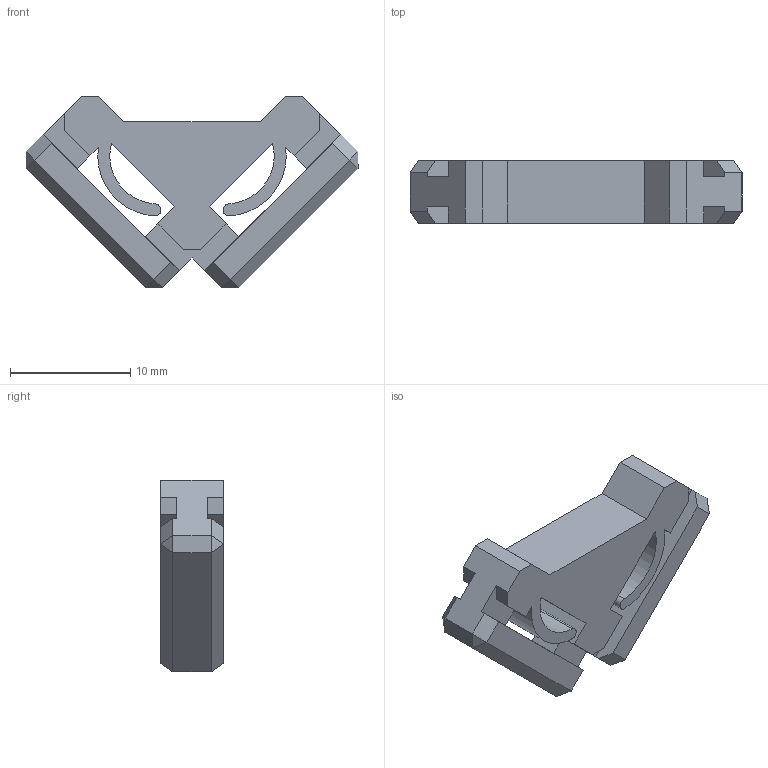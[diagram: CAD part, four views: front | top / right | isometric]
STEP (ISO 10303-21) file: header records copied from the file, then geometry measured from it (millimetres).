
FILE_DESCRIPTION (( 'STEP AP214' ), '1' );
FILE_NAME ('Friction_corner.STEP', '2014-04-03T07:28:47', ( 'Cesar' ), ( '' ), 'SwSTEP 2.0', 'SolidWorks 2013', '' );
FILE_SCHEMA (( 'AUTOMOTIVE_DESIGN' ));
Length unit declared in the file: millimetre
Products named in the file (1): Friction_corner
Bounding box: 27.58 x 5.2 x 15.91 mm (x, y, z)
Volume: 1170.2 mm3; surface area: 1269.5 mm2
Topology: 1 solids, 1 shells, 77 faces, 213 edges, 134 vertices
Faces by surface type: plane 69, cylinder 8
Entity records: 2433 total; most frequent: ORIENTED_EDGE 426, CARTESIAN_POINT 425, DIRECTION 385, EDGE_CURVE 213, VECTOR 197, LINE 197, VERTEX_POINT 134, AXIS2_PLACEMENT_3D 94
